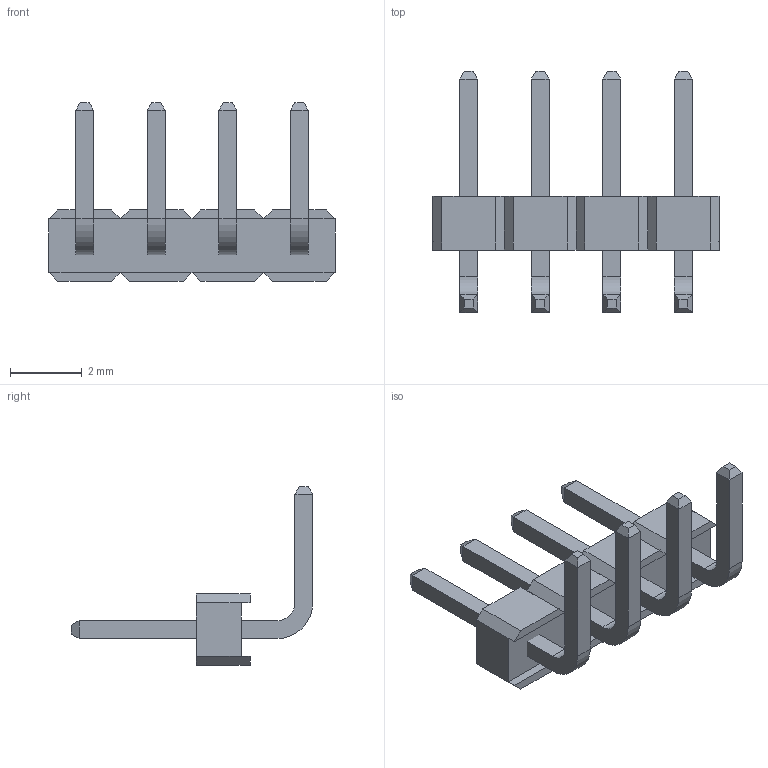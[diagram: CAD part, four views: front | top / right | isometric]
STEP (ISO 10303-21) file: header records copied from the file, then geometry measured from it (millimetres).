
FILE_DESCRIPTION(('STEP AP242'),'1');
FILE_NAME('m22-2030405.stp','2024-03-26T05:08:05',('TraceParts'),('TraceParts S.A.'),'Spatial InterOp 3D',' ',' ');
FILE_SCHEMA(('AP242_MANAGED_MODEL_BASED_3D_ENGINEERING_MIM_LF {1 0 10303 442 1 1 4}'));
Length unit declared in the file: millimetre
Products named in the file (1): M22-2030405_asm.stp|M22-2030405_asm:1#M22-20304_ASM|M22-20104_MOULD_13#M22-20104_MOULD;Solide1
Bounding box: 8 x 6.75 x 5 mm (x, y, z)
Volume: 29.3 mm3; surface area: 153.8 mm2
Topology: 5 solids, 5 shells, 132 faces, 318 edges, 196 vertices
Faces by surface type: plane 124, cylinder 8
Entity records: 3802 total; most frequent: CARTESIAN_POINT 651, ORIENTED_EDGE 636, DIRECTION 608, EDGE_CURVE 318, LINE 302, VECTOR 302, VERTEX_POINT 196, AXIS2_PLACEMENT_3D 153
